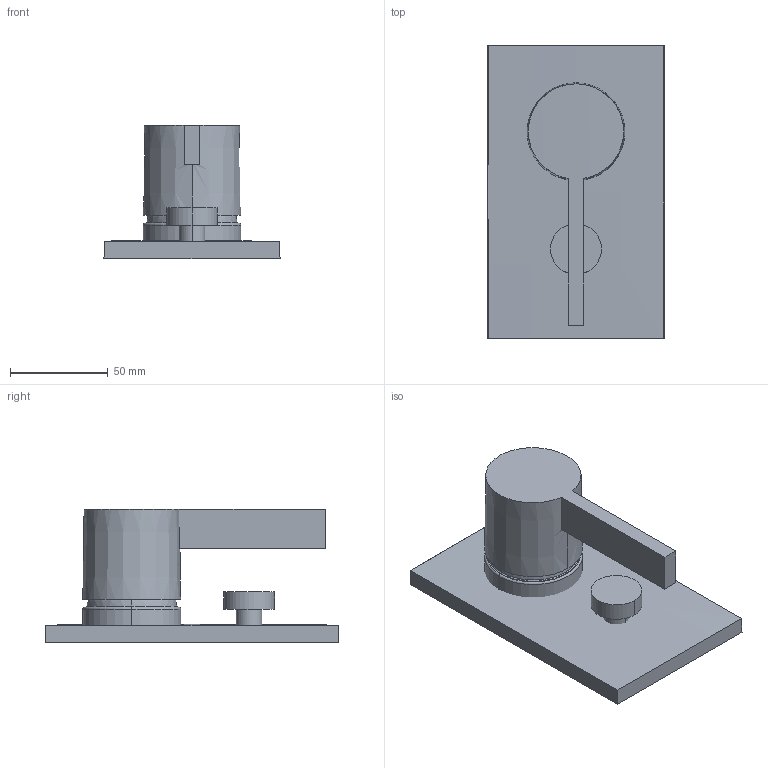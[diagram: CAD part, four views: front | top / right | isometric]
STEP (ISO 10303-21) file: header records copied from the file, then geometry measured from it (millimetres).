
FILE_DESCRIPTION (( 'STEP AP203' ), '1' );
FILE_NAME ('36120670-00.STEP', '2018-07-03T15:11:08', ( '' ), ( '' ), 'SwSTEP 2.0', 'SolidWorks 2017', '' );
FILE_SCHEMA (( 'CONFIG_CONTROL_DESIGN' ));
Length unit declared in the file: millimetre
Products named in the file (5): Hebel-+-09.20.67.007-01_-_k1; Planungsmodell_Platte-+-09.11.02.257-01_-_k1; 36120670-00; Planungsmodell_Knopf_09.20.78.-+-09.20.78.056.90-01_-_K1; Planungsmodell_Haube-+-09.11.02.252.90-01_K1
Assembly tree (4 placements, depth 2):
  36120670-00
    Planungsmodell_Knopf_09.20.78.-+-09.20.78.056.90-01_-_K1
    Planungsmodell_Haube-+-09.11.02.252.90-01_K1
    Hebel-+-09.20.67.007-01_-_k1
    Planungsmodell_Platte-+-09.11.02.257-01_-_k1
Bounding box: 90 x 150 x 68.16 mm (x, y, z)
Volume: 269688.6 mm3; surface area: 55346.1 mm2
Topology: 4 solids, 4 shells, 32 faces, 62 edges, 40 vertices
Faces by surface type: plane 16, cylinder 7, torus 6, cone 2, bspline 1
Entity records: 1755 total; most frequent: CARTESIAN_POINT 567, DIRECTION 161, ORIENTED_EDGE 124, AXIS2_PLACEMENT_3D 69, EDGE_CURVE 62, PERSON_AND_ORGANIZATION 44, VERTEX_POINT 40, EDGE_LOOP 34
